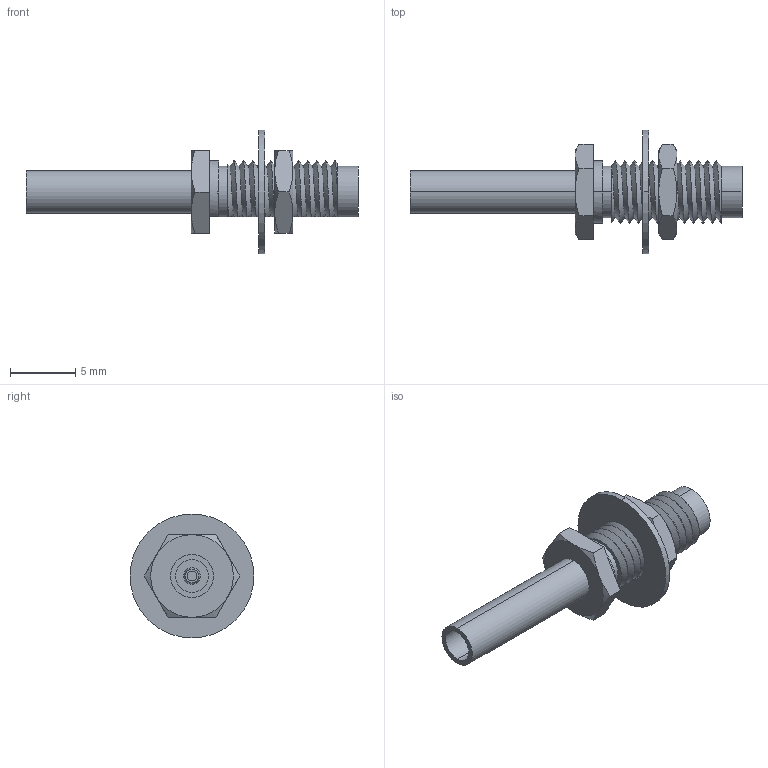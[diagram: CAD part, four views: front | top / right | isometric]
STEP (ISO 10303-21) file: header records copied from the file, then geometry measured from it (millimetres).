
FILE_DESCRIPTION (( 'STEP AP203' ), '1' );
FILE_NAME ('FMCN1864_3D.STEP', '2022-02-21T15:48:23', ( '' ), ( '' ), 'SwSTEP 2.0', 'SolidWorks 2021', '' );
FILE_SCHEMA (( 'CONFIG_CONTROL_DESIGN' ));
Length unit declared in the file: inch
Products named in the file (1): FMCN1864_3D
Bounding box: 25.53 x 9.53 x 9.53 mm (x, y, z)
Volume: 265.3 mm3; surface area: 852.2 mm2
Topology: 2 solids, 2 shells, 110 faces, 289 edges, 185 vertices
Faces by surface type: plane 33, bspline 29, cylinder 28, cone 20
Entity records: 13282 total; most frequent: CARTESIAN_POINT 10829, ORIENTED_EDGE 578, DIRECTION 395, EDGE_CURVE 289, VERTEX_POINT 185, AXIS2_PLACEMENT_3D 161, EDGE_LOOP 122, FACE_OUTER_BOUND 110
